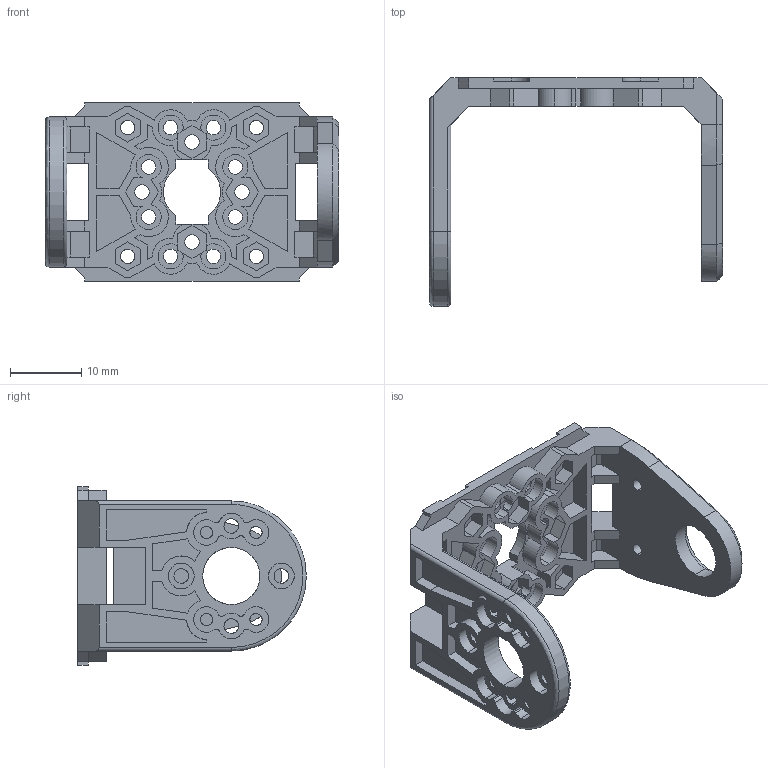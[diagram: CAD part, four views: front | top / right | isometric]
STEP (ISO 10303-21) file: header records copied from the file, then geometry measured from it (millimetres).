
FILE_DESCRIPTION (( 'STEP AP214' ), '1' );
FILE_NAME ('DRB-0009.step', '2015-02-11T17:07:54', ( 'Alexandre' ), ( '' ), 'SwSTEP 2.0', 'SolidWorks 2015', '' );
FILE_SCHEMA (( 'AUTOMOTIVE_DESIGN' ));
Length unit declared in the file: millimetre
Products named in the file (1): DRB-0009
Bounding box: 41 x 32 x 25 mm (x, y, z)
Volume: 3731.3 mm3; surface area: 5861 mm2
Topology: 1 solids, 1 shells, 492 faces, 1377 edges, 906 vertices
Faces by surface type: plane 295, cylinder 180, cone 15, bspline 2
Entity records: 23473 total; most frequent: CARTESIAN_POINT 5400, ORIENTED_EDGE 2750, DIRECTION 2421, EDGE_CURVE 1375, VECTOR 907, LINE 907, VERTEX_POINT 906, AXIS2_PLACEMENT_3D 757
